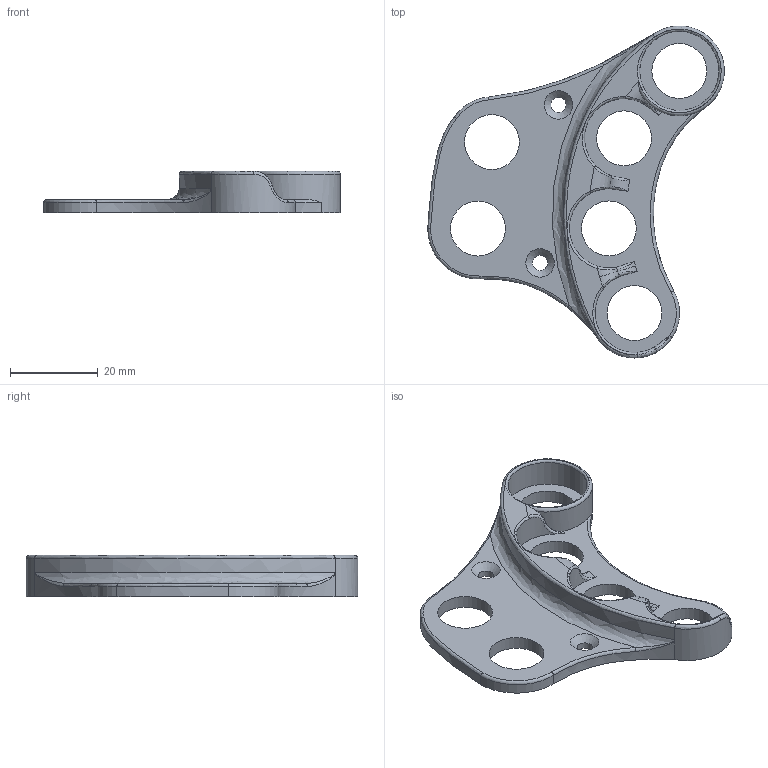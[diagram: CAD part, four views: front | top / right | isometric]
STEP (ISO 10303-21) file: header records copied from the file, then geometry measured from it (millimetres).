
FILE_DESCRIPTION(/* description */ (''),/* implementation_level */ '2;1');
FILE_NAME(/* name */ 'Right Button Insert.step',/* time_stamp */ '2020-02-14T09:33:24-06:00',/* author */ (''),/* organization */ (''),/* preprocessor_version */ 'ST-DEVELOPER v18',/* originating_system */ 'Autodesk Translation Framework v8.12.0.6',/* authorisation */ '');
FILE_SCHEMA (('AUTOMOTIVE_DESIGN { 1 0 10303 214 3 1 1 }'));
Length unit declared in the file: millimetre
Products named in the file (1): Left Button Insert (1)
Bounding box: 67.59 x 75.66 x 9.5 mm (x, y, z)
Volume: 9172 mm3; surface area: 7606.6 mm2
Topology: 1 solids, 1 shells, 70 faces, 174 edges, 107 vertices
Faces by surface type: bspline 35, cylinder 19, torus 9, plane 5, cone 2
Full cylindrical faces by diameter (mm): 3.5 x2, 12.5 x6, 18.034 x1
Entity records: 3632 total; most frequent: CARTESIAN_POINT 2111, ORIENTED_EDGE 348, DIRECTION 236, EDGE_CURVE 174, VERTEX_POINT 107, AXIS2_PLACEMENT_3D 106, EDGE_LOOP 87, B_SPLINE_CURVE_WITH_KNOTS 77
